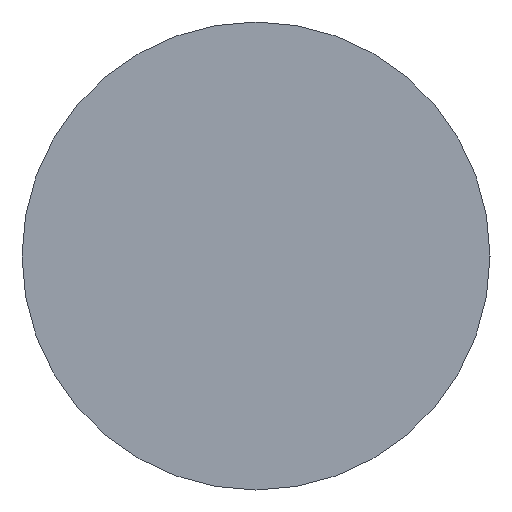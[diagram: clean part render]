
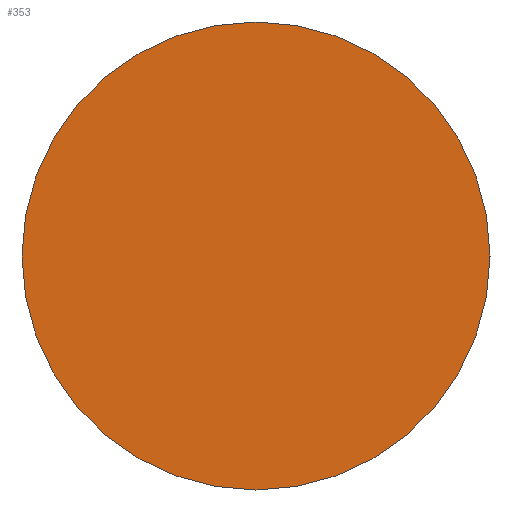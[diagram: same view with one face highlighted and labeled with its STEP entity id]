
A CAD part, left-side view. The second image highlights one B-rep face of the part: STEP entity #353.
In plain terms, the highlighted planar face has unit normal (-1, 0, 0).
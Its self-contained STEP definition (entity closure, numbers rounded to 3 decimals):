
#12 = DIRECTION ( 'NONE',  ( -1., 0., 0. ) ) ;
#31 = FACE_OUTER_BOUND ( 'NONE', #373, .T. ) ;
#33 = CARTESIAN_POINT ( 'NONE',  ( 0., 0., -8. ) ) ;
#37 = CIRCLE ( 'NONE', #295, 8. ) ;
#69 = CARTESIAN_POINT ( 'NONE',  ( 0., 0., 0. ) ) ;
#80 = PLANE ( 'NONE',  #265 ) ;
#92 = VERTEX_POINT ( 'NONE', #33 ) ;
#102 = VERTEX_POINT ( 'NONE', #217 ) ;
#103 = DIRECTION ( 'NONE',  ( 0., 0., 1. ) ) ;
#105 = DIRECTION ( 'NONE',  ( 1., 0., 0. ) ) ;
#142 = ORIENTED_EDGE ( 'NONE', *, *, #255, .T. ) ;
#170 = DIRECTION ( 'NONE',  ( 0., 0., -1. ) ) ;
#204 = CIRCLE ( 'NONE', #378, 8. ) ;
#217 = CARTESIAN_POINT ( 'NONE',  ( 0., 0., 8. ) ) ;
#244 = ORIENTED_EDGE ( 'NONE', *, *, #374, .T. ) ;
#254 = CARTESIAN_POINT ( 'NONE',  ( 0., 0., 0. ) ) ;
#255 = EDGE_CURVE ( 'NONE', #102, #92, #204, .T. ) ;
#265 = AXIS2_PLACEMENT_3D ( 'NONE', #375, #105, #170 ) ;
#295 = AXIS2_PLACEMENT_3D ( 'NONE', #254, #319, #372 ) ;
#319 = DIRECTION ( 'NONE',  ( -1., 0., 0. ) ) ;
#353 = ADVANCED_FACE ( 'NONE', ( #31 ), #80, .F. ) ;
#372 = DIRECTION ( 'NONE',  ( 0., 0., 1. ) ) ;
#373 = EDGE_LOOP ( 'NONE', ( #142, #244 ) ) ;
#374 = EDGE_CURVE ( 'NONE', #92, #102, #37, .T. ) ;
#375 = CARTESIAN_POINT ( 'NONE',  ( 0., 0., 0. ) ) ;
#378 = AXIS2_PLACEMENT_3D ( 'NONE', #69, #12, #103 ) ;
